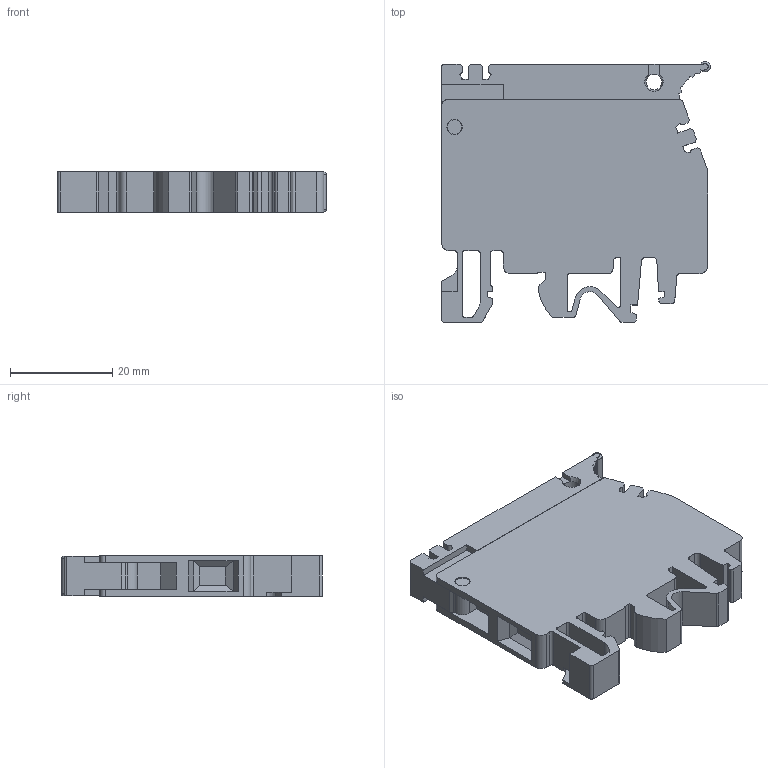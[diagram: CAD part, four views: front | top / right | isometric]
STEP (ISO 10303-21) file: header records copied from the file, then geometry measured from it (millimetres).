
FILE_DESCRIPTION(('Creo Elements/Direct Modeling STEP Export'),'2;1');
FILE_NAME('SFR.4.stp','2014-04-01T15:39:45',(''),(''),'Creo Elements/Direct Modeling STEP processor for AP214 (Solid Model)','Creo Elements/Direct Modeling 18.0B 02-Dec-2011 (C) Parametric Technology GmbH','');
FILE_SCHEMA(('AUTOMOTIVE_DESIGN { 1 0 10303 214 1 1 1 1 }'));
Length unit declared in the file: millimetre
Products named in the file (2): SFR.4
Assembly tree (1 placements, depth 2):
  SFR.4
    SFR.4
Bounding box: 52.5 x 51 x 8 mm (x, y, z)
Volume: 16535.8 mm3; surface area: 7769.3 mm2
Topology: 1 solids, 1 shells, 211 faces, 609 edges, 402 vertices
Faces by surface type: plane 151, cylinder 56, torus 2, cone 2
Entity records: 7715 total; most frequent: CARTESIAN_POINT 1513, ORIENTED_EDGE 1218, DIRECTION 1095, EDGE_CURVE 609, VECTOR 471, LINE 471, VERTEX_POINT 402, AXIS2_PLACEMENT_3D 312
